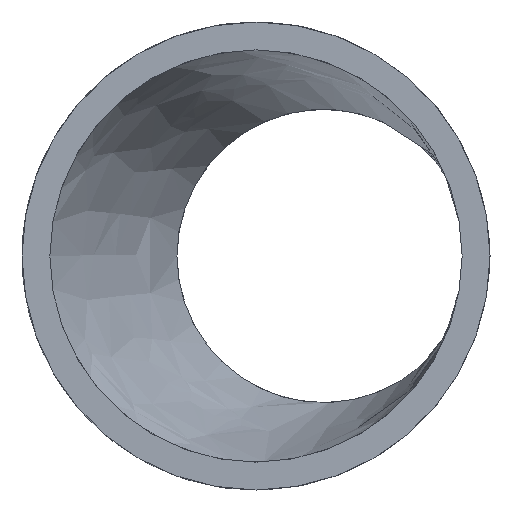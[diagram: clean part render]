
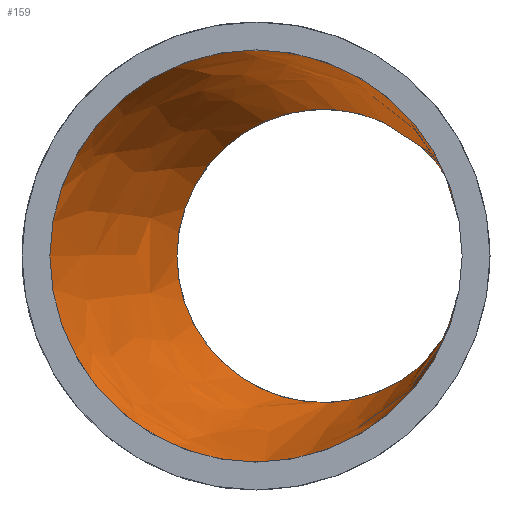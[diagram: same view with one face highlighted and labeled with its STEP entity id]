
A CAD part, left-side view. The second image highlights one B-rep face of the part: STEP entity #159.
In plain terms, the highlighted free-form (B-spline) face has degree [1, 2] with [2, 9] control points.
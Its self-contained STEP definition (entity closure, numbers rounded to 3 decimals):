
#31=CIRCLE('',#187,99.1);
#32=CIRCLE('',#188,99.1);
#33=CIRCLE('',#189,70.5);
#34=CIRCLE('',#190,70.5);
#35=CIRCLE('',#191,70.5);
#36=CIRCLE('',#192,70.5);
#37=CIRCLE('',#193,99.1);
#38=CIRCLE('',#194,99.1);
#45=(
BOUNDED_SURFACE()
B_SPLINE_SURFACE(1,2,((#632,#633,#634,#635,#636,#637,#638,#639,#640),(#641,
#642,#643,#644,#645,#646,#647,#648,#649)),.UNSPECIFIED.,.F.,.T.,.F.)
B_SPLINE_SURFACE_WITH_KNOTS((2,2),(3,2,2,2,3),(-0.212,1.7),
(-3.142,-1.571,0.,1.571,3.142),
 .UNSPECIFIED.)
GEOMETRIC_REPRESENTATION_ITEM()
RATIONAL_B_SPLINE_SURFACE(((1.,0.707,1.,0.707,1.,
0.707,1.,0.707,1.),(1.,0.707,1.,0.707,
1.,0.707,1.,0.707,1.)))
REPRESENTATION_ITEM('')
SURFACE()
);
#48=FACE_OUTER_BOUND('',#57,.T.);
#57=EDGE_LOOP('',(#114,#115,#116,#117,#118,#119,#120,#121,#122,#123));
#70=B_SPLINE_CURVE_WITH_KNOTS('',1,(#656,#657),.UNSPECIFIED.,.F.,.F.,(2,
2),(0.008,1.551),.UNSPECIFIED.);
#74=VERTEX_POINT('',#650);
#75=VERTEX_POINT('',#651);
#76=VERTEX_POINT('',#653);
#77=VERTEX_POINT('',#655);
#78=VERTEX_POINT('',#658);
#79=VERTEX_POINT('',#660);
#80=VERTEX_POINT('',#662);
#81=VERTEX_POINT('',#665);
#91=EDGE_CURVE('',#74,#75,#31,.T.);
#92=EDGE_CURVE('',#75,#76,#32,.T.);
#93=EDGE_CURVE('',#76,#77,#70,.T.);
#94=EDGE_CURVE('',#77,#78,#33,.T.);
#95=EDGE_CURVE('',#78,#79,#34,.T.);
#96=EDGE_CURVE('',#79,#80,#35,.T.);
#97=EDGE_CURVE('',#80,#77,#36,.T.);
#98=EDGE_CURVE('',#76,#81,#37,.T.);
#99=EDGE_CURVE('',#81,#74,#38,.T.);
#114=ORIENTED_EDGE('',*,*,#91,.T.);
#115=ORIENTED_EDGE('',*,*,#92,.T.);
#116=ORIENTED_EDGE('',*,*,#93,.T.);
#117=ORIENTED_EDGE('',*,*,#94,.T.);
#118=ORIENTED_EDGE('',*,*,#95,.T.);
#119=ORIENTED_EDGE('',*,*,#96,.T.);
#120=ORIENTED_EDGE('',*,*,#97,.T.);
#121=ORIENTED_EDGE('',*,*,#93,.F.);
#122=ORIENTED_EDGE('',*,*,#98,.T.);
#123=ORIENTED_EDGE('',*,*,#99,.T.);
#159=ADVANCED_FACE('',(#48),#45,.T.);
#187=AXIS2_PLACEMENT_3D('',#652,#209,#210);
#188=AXIS2_PLACEMENT_3D('',#654,#211,#212);
#189=AXIS2_PLACEMENT_3D('',#659,#213,#214);
#190=AXIS2_PLACEMENT_3D('',#661,#215,#216);
#191=AXIS2_PLACEMENT_3D('',#663,#217,#218);
#192=AXIS2_PLACEMENT_3D('',#664,#219,#220);
#193=AXIS2_PLACEMENT_3D('',#666,#221,#222);
#194=AXIS2_PLACEMENT_3D('',#667,#223,#224);
#209=DIRECTION('center_axis',(-1.,0.,0.));
#210=DIRECTION('ref_axis',(0.,-1.,0.));
#211=DIRECTION('center_axis',(-1.,0.,0.));
#212=DIRECTION('ref_axis',(0.,-1.,0.));
#213=DIRECTION('center_axis',(1.,0.,0.));
#214=DIRECTION('ref_axis',(0.,-1.,0.));
#215=DIRECTION('center_axis',(1.,0.,0.));
#216=DIRECTION('ref_axis',(0.,-1.,0.));
#217=DIRECTION('center_axis',(1.,0.,0.));
#218=DIRECTION('ref_axis',(0.,-1.,0.));
#219=DIRECTION('center_axis',(1.,0.,0.));
#220=DIRECTION('ref_axis',(0.,-1.,0.));
#221=DIRECTION('center_axis',(-1.,0.,0.));
#222=DIRECTION('ref_axis',(0.,-1.,0.));
#223=DIRECTION('center_axis',(-1.,0.,0.));
#224=DIRECTION('ref_axis',(0.,-1.,0.));
#632=CARTESIAN_POINT('Ctrl Pts',(130.474,33.058,-103.11));
#633=CARTESIAN_POINT('Ctrl Pts',(151.5,131.6,-103.11));
#634=CARTESIAN_POINT('Ctrl Pts',(151.5,131.6,0.));
#635=CARTESIAN_POINT('Ctrl Pts',(151.5,131.6,103.11));
#636=CARTESIAN_POINT('Ctrl Pts',(130.474,33.058,103.11));
#637=CARTESIAN_POINT('Ctrl Pts',(109.447,-65.484,103.11));
#638=CARTESIAN_POINT('Ctrl Pts',(109.447,-65.484,0.));
#639=CARTESIAN_POINT('Ctrl Pts',(109.447,-65.484,-103.11));
#640=CARTESIAN_POINT('Ctrl Pts',(130.474,33.058,-103.11));
#641=CARTESIAN_POINT('Ctrl Pts',(312.652,-5.815,-67.693));
#642=CARTESIAN_POINT('Ctrl Pts',(326.456,58.88,-67.693));
#643=CARTESIAN_POINT('Ctrl Pts',(326.456,58.88,0.));
#644=CARTESIAN_POINT('Ctrl Pts',(326.456,58.88,67.693));
#645=CARTESIAN_POINT('Ctrl Pts',(312.652,-5.815,67.693));
#646=CARTESIAN_POINT('Ctrl Pts',(298.848,-70.509,67.693));
#647=CARTESIAN_POINT('Ctrl Pts',(298.848,-70.509,0.));
#648=CARTESIAN_POINT('Ctrl Pts',(298.848,-70.509,-67.693));
#649=CARTESIAN_POINT('Ctrl Pts',(312.652,-5.815,-67.693));
#650=CARTESIAN_POINT('',(151.5,-54.708,47.07));
#651=CARTESIAN_POINT('',(151.5,131.6,0.));
#652=CARTESIAN_POINT('Origin',(151.5,32.5,0.));
#653=CARTESIAN_POINT('',(151.5,28.571,-99.022));
#654=CARTESIAN_POINT('Origin',(151.5,32.5,0.));
#655=CARTESIAN_POINT('',(298.5,-2.795,-70.445));
#656=CARTESIAN_POINT('Ctrl Pts',(151.5,28.571,-99.022));
#657=CARTESIAN_POINT('Ctrl Pts',(298.5,-2.795,-70.445));
#658=CARTESIAN_POINT('',(298.5,70.5,0.));
#659=CARTESIAN_POINT('Origin',(298.5,0.,0.));
#660=CARTESIAN_POINT('',(298.5,-62.04,33.486));
#661=CARTESIAN_POINT('Origin',(298.5,0.,0.));
#662=CARTESIAN_POINT('',(298.5,-62.04,-33.486));
#663=CARTESIAN_POINT('Origin',(298.5,0.,0.));
#664=CARTESIAN_POINT('Origin',(298.5,0.,0.));
#665=CARTESIAN_POINT('',(151.5,-54.708,-47.07));
#666=CARTESIAN_POINT('Origin',(151.5,32.5,0.));
#667=CARTESIAN_POINT('Origin',(151.5,32.5,0.));
